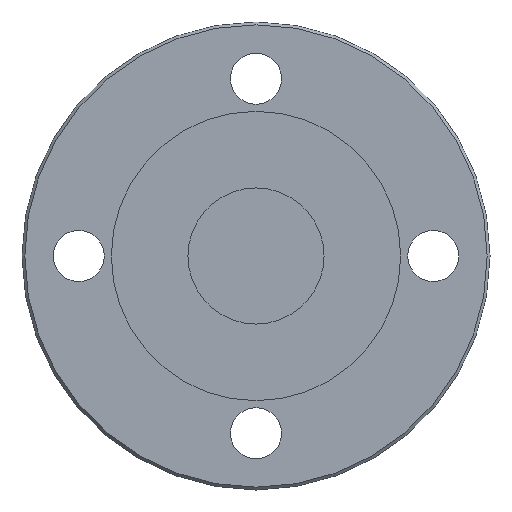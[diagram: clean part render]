
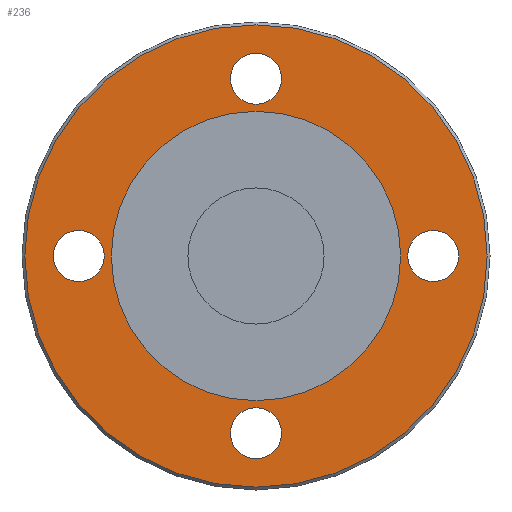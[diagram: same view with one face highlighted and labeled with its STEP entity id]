
A CAD part, front view. The second image highlights one B-rep face of the part: STEP entity #236.
In plain terms, the highlighted planar face has unit normal (0, -1, 0).
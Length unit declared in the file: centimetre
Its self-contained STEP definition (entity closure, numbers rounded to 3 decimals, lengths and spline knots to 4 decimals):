
#25=FACE_BOUND('',#82,.T.);
#26=FACE_BOUND('',#83,.T.);
#27=FACE_BOUND('',#84,.T.);
#28=FACE_BOUND('',#85,.T.);
#29=FACE_BOUND('',#86,.T.);
#55=FACE_OUTER_BOUND('',#81,.T.);
#81=EDGE_LOOP('',(#181));
#82=EDGE_LOOP('',(#182));
#83=EDGE_LOOP('',(#183));
#84=EDGE_LOOP('',(#184));
#85=EDGE_LOOP('',(#185));
#86=EDGE_LOOP('',(#186));
#116=CIRCLE('',#266,8.15);
#117=CIRCLE('',#268,5.1);
#118=CIRCLE('',#269,0.9);
#119=CIRCLE('',#270,0.9);
#120=CIRCLE('',#271,0.9);
#121=CIRCLE('',#272,0.9);
#136=VERTEX_POINT('',#391);
#137=VERTEX_POINT('',#394);
#138=VERTEX_POINT('',#396);
#139=VERTEX_POINT('',#398);
#140=VERTEX_POINT('',#400);
#141=VERTEX_POINT('',#402);
#156=EDGE_CURVE('',#136,#136,#116,.T.);
#157=EDGE_CURVE('',#137,#137,#117,.T.);
#158=EDGE_CURVE('',#138,#138,#118,.T.);
#159=EDGE_CURVE('',#139,#139,#119,.T.);
#160=EDGE_CURVE('',#140,#140,#120,.T.);
#161=EDGE_CURVE('',#141,#141,#121,.T.);
#181=ORIENTED_EDGE('',*,*,#156,.F.);
#182=ORIENTED_EDGE('',*,*,#157,.F.);
#183=ORIENTED_EDGE('',*,*,#158,.T.);
#184=ORIENTED_EDGE('',*,*,#159,.T.);
#185=ORIENTED_EDGE('',*,*,#160,.T.);
#186=ORIENTED_EDGE('',*,*,#161,.T.);
#208=PLANE('',#267);
#236=ADVANCED_FACE('',(#55,#25,#26,#27,#28,#29),#208,.T.);
#266=AXIS2_PLACEMENT_3D('',#392,#323,#324);
#267=AXIS2_PLACEMENT_3D('',#393,#325,#326);
#268=AXIS2_PLACEMENT_3D('',#395,#327,#328);
#269=AXIS2_PLACEMENT_3D('',#397,#329,#330);
#270=AXIS2_PLACEMENT_3D('',#399,#331,#332);
#271=AXIS2_PLACEMENT_3D('',#401,#333,#334);
#272=AXIS2_PLACEMENT_3D('',#403,#335,#336);
#323=DIRECTION('center_axis',(0.,1.,0.));
#324=DIRECTION('ref_axis',(-1.,0.,0.));
#325=DIRECTION('center_axis',(0.,-1.,0.));
#326=DIRECTION('ref_axis',(0.,0.,-1.));
#327=DIRECTION('center_axis',(0.,-1.,0.));
#328=DIRECTION('ref_axis',(1.,0.,0.));
#329=DIRECTION('center_axis',(0.,1.,0.));
#330=DIRECTION('ref_axis',(-1.,0.,0.));
#331=DIRECTION('center_axis',(0.,1.,0.));
#332=DIRECTION('ref_axis',(-1.,0.,0.));
#333=DIRECTION('center_axis',(0.,1.,0.));
#334=DIRECTION('ref_axis',(-1.,0.,0.));
#335=DIRECTION('center_axis',(0.,1.,0.));
#336=DIRECTION('ref_axis',(-1.,0.,0.));
#391=CARTESIAN_POINT('',(8.15,0.3,0.));
#392=CARTESIAN_POINT('Origin',(0.,0.3,0.));
#393=CARTESIAN_POINT('Origin',(6.675,0.3,0.));
#394=CARTESIAN_POINT('',(5.1,0.3,0.));
#395=CARTESIAN_POINT('Origin',(0.,0.3,0.));
#396=CARTESIAN_POINT('',(0.9,0.3,-6.25));
#397=CARTESIAN_POINT('Origin',(0.,0.3,-6.25));
#398=CARTESIAN_POINT('',(-5.35,0.3,0.));
#399=CARTESIAN_POINT('Origin',(-6.25,0.3,0.));
#400=CARTESIAN_POINT('',(0.9,0.3,6.25));
#401=CARTESIAN_POINT('Origin',(0.,0.3,
6.25));
#402=CARTESIAN_POINT('',(7.15,0.3,0.));
#403=CARTESIAN_POINT('Origin',(6.25,0.3,0.));
